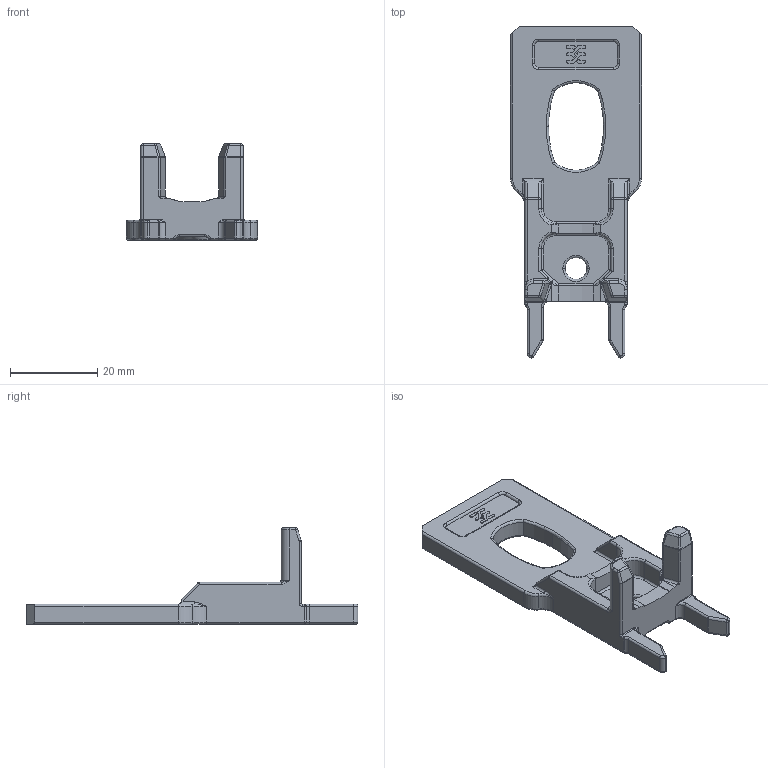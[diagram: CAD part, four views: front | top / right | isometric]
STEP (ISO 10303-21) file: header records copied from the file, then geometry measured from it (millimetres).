
FILE_DESCRIPTION(('CATIA V5 STEP Exchange','CAx-IF Rec.Pracs.--- Model Styling and Organization---1.5--- 2016-08-15','CAx-IF Rec.Pracs.---Supplemental Geometry---1.0---2011-11-01','CAx-IF Rec.Pracs.--- Composite Materials ---1.1---2010-07-15'),'2;1');
FILE_NAME ('2026136-1_2', '2025-08-20T04:53:40+00:00', ('none'), ('Weidmueller'), 'CATIA Version 5-6 Release 2024 SP4', 'CATIA V5 STEP AP214 v3', 'none');
FILE_SCHEMA(('AUTOMOTIVE_DESIGN { 1 0 10303 214 1 1 1 1 }'));
Length unit declared in the file: millimetre
Products named in the file (1): PV-WM4C-T-TOOL
Bounding box: 30 x 76 x 22.1 mm (x, y, z)
Volume: 9019.5 mm3; surface area: 5586.7 mm2
Topology: 1 solids, 1 shells, 455 faces, 1175 edges, 703 vertices
Faces by surface type: cylinder 192, plane 142, torus 64, sphere 31, bspline 26
Entity records: 13897 total; most frequent: CARTESIAN_POINT 3886, ORIENTED_EDGE 2290, DIRECTION 1667, EDGE_CURVE 1145, AXIS2_PLACEMENT_3D 744, VERTEX_POINT 703, VECTOR 570, LINE 570
